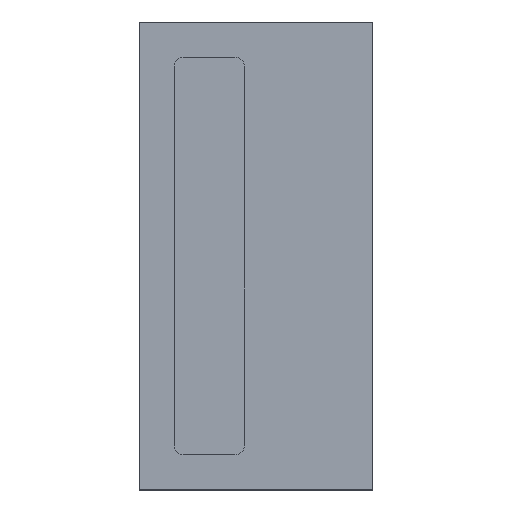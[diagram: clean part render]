
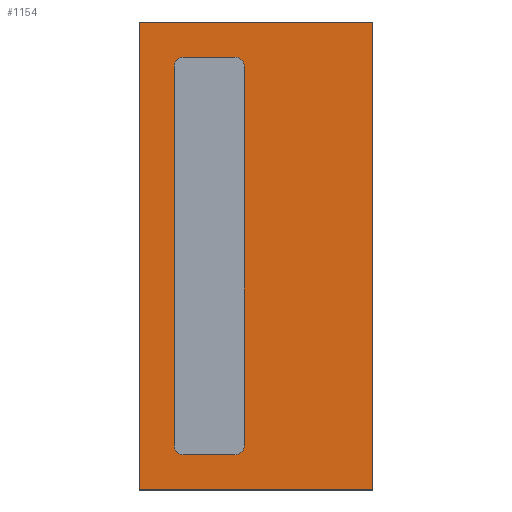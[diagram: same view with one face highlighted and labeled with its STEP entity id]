
A CAD part, top view. The second image highlights one B-rep face of the part: STEP entity #1154.
In plain terms, the highlighted planar face has unit normal (0, 0, 1).
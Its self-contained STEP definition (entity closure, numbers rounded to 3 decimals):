
#5 = DIRECTION ( 'NONE',  ( 0., 0., -1. ) ) ;
#31 = DIRECTION ( 'NONE',  ( -1., 0., 0. ) ) ;
#38 = DIRECTION ( 'NONE',  ( 1., 0., 0. ) ) ;
#40 = DIRECTION ( 'NONE',  ( 0., 0., -1. ) ) ;
#44 = VECTOR ( 'NONE', #1283, 1000. ) ;
#48 = CARTESIAN_POINT ( 'NONE',  ( 50., -100., 20. ) ) ;
#71 = EDGE_CURVE ( 'NONE', #170, #1078, #841, .T. ) ;
#84 = ORIENTED_EDGE ( 'NONE', *, *, #585, .T. ) ;
#95 = EDGE_CURVE ( 'NONE', #665, #1301, #331, .T. ) ;
#99 = ORIENTED_EDGE ( 'NONE', *, *, #206, .F. ) ;
#104 = VERTEX_POINT ( 'NONE', #1047 ) ;
#117 = VERTEX_POINT ( 'NONE', #140 ) ;
#122 = CIRCLE ( 'NONE', #453, 4. ) ;
#128 = VERTEX_POINT ( 'NONE', #430 ) ;
#129 = DIRECTION ( 'NONE',  ( 0., 0., -1. ) ) ;
#138 = DIRECTION ( 'NONE',  ( -1., 0., 0. ) ) ;
#140 = CARTESIAN_POINT ( 'NONE',  ( -50., -100., 20. ) ) ;
#160 = LINE ( 'NONE', #995, #1102 ) ;
#163 = CARTESIAN_POINT ( 'NONE',  ( -35., 85., 20. ) ) ;
#170 = VERTEX_POINT ( 'NONE', #875 ) ;
#176 = AXIS2_PLACEMENT_3D ( 'NONE', #229, #129, #223 ) ;
#201 = CIRCLE ( 'NONE', #1220, 4. ) ;
#204 = CARTESIAN_POINT ( 'NONE',  ( -31., -85., 20. ) ) ;
#206 = EDGE_CURVE ( 'NONE', #665, #104, #344, .T. ) ;
#223 = DIRECTION ( 'NONE',  ( -1., 0., 0. ) ) ;
#226 = CARTESIAN_POINT ( 'NONE',  ( -5., 81., 20. ) ) ;
#228 = ORIENTED_EDGE ( 'NONE', *, *, #309, .T. ) ;
#229 = CARTESIAN_POINT ( 'NONE',  ( -9., -81., 20. ) ) ;
#239 = DIRECTION ( 'NONE',  ( 0., 0., -1. ) ) ;
#240 = CARTESIAN_POINT ( 'NONE',  ( -50., -100., 20. ) ) ;
#259 = EDGE_CURVE ( 'NONE', #996, #170, #960, .T. ) ;
#265 = LINE ( 'NONE', #163, #833 ) ;
#291 = DIRECTION ( 'NONE',  ( -1., 0., 0. ) ) ;
#300 = EDGE_CURVE ( 'NONE', #128, #1008, #160, .T. ) ;
#302 = CARTESIAN_POINT ( 'NONE',  ( -5., 85., 20. ) ) ;
#309 = EDGE_CURVE ( 'NONE', #1281, #1008, #122, .T. ) ;
#323 = ORIENTED_EDGE ( 'NONE', *, *, #724, .F. ) ;
#331 = CIRCLE ( 'NONE', #757, 4. ) ;
#344 = LINE ( 'NONE', #956, #651 ) ;
#358 = DIRECTION ( 'NONE',  ( 0., 1., 0. ) ) ;
#367 = CARTESIAN_POINT ( 'NONE',  ( 50., -100., 20. ) ) ;
#393 = EDGE_CURVE ( 'NONE', #117, #996, #1296, .T. ) ;
#398 = ORIENTED_EDGE ( 'NONE', *, *, #393, .T. ) ;
#414 = DIRECTION ( 'NONE',  ( -1., 0., 0. ) ) ;
#417 = VECTOR ( 'NONE', #138, 1000. ) ;
#430 = CARTESIAN_POINT ( 'NONE',  ( -9., 85., 20. ) ) ;
#443 = DIRECTION ( 'NONE',  ( 0., -1., 0. ) ) ;
#453 = AXIS2_PLACEMENT_3D ( 'NONE', #799, #771, #291 ) ;
#470 = CARTESIAN_POINT ( 'NONE',  ( -31., 85., 20. ) ) ;
#473 = VECTOR ( 'NONE', #1115, 1000. ) ;
#474 = ORIENTED_EDGE ( 'NONE', *, *, #300, .F. ) ;
#490 = DIRECTION ( 'NONE',  ( 0., -1., 0. ) ) ;
#500 = DIRECTION ( 'NONE',  ( -1., 0., 0. ) ) ;
#514 = LINE ( 'NONE', #302, #473 ) ;
#553 = FACE_BOUND ( 'NONE', #1259, .T. ) ;
#566 = CARTESIAN_POINT ( 'NONE',  ( 0., 0., 20. ) ) ;
#585 = EDGE_CURVE ( 'NONE', #128, #589, #201, .T. ) ;
#589 = VERTEX_POINT ( 'NONE', #226 ) ;
#608 = ORIENTED_EDGE ( 'NONE', *, *, #95, .T. ) ;
#612 = CARTESIAN_POINT ( 'NONE',  ( -9., 81., 20. ) ) ;
#625 = ORIENTED_EDGE ( 'NONE', *, *, #259, .T. ) ;
#651 = VECTOR ( 'NONE', #38, 1000. ) ;
#657 = FACE_OUTER_BOUND ( 'NONE', #1292, .T. ) ;
#665 = VERTEX_POINT ( 'NONE', #204 ) ;
#684 = ORIENTED_EDGE ( 'NONE', *, *, #879, .T. ) ;
#693 = VECTOR ( 'NONE', #358, 1000. ) ;
#724 = EDGE_CURVE ( 'NONE', #936, #589, #514, .T. ) ;
#737 = CARTESIAN_POINT ( 'NONE',  ( -31., -81., 20. ) ) ;
#757 = AXIS2_PLACEMENT_3D ( 'NONE', #737, #239, #31 ) ;
#768 = ORIENTED_EDGE ( 'NONE', *, *, #821, .T. ) ;
#771 = DIRECTION ( 'NONE',  ( 0., 0., -1. ) ) ;
#799 = CARTESIAN_POINT ( 'NONE',  ( -31., 81., 20. ) ) ;
#821 = EDGE_CURVE ( 'NONE', #936, #104, #1316, .T. ) ;
#833 = VECTOR ( 'NONE', #490, 1000. ) ;
#841 = LINE ( 'NONE', #1045, #417 ) ;
#868 = CARTESIAN_POINT ( 'NONE',  ( -35., 81., 20. ) ) ;
#875 = CARTESIAN_POINT ( 'NONE',  ( 50., 100., 20. ) ) ;
#879 = EDGE_CURVE ( 'NONE', #1078, #117, #1160, .T. ) ;
#936 = VERTEX_POINT ( 'NONE', #1265 ) ;
#956 = CARTESIAN_POINT ( 'NONE',  ( -35., -85., 20. ) ) ;
#960 = LINE ( 'NONE', #48, #693 ) ;
#965 = PLANE ( 'NONE',  #1294 ) ;
#969 = EDGE_CURVE ( 'NONE', #1281, #1301, #265, .T. ) ;
#995 = CARTESIAN_POINT ( 'NONE',  ( -5., 85., 20. ) ) ;
#996 = VERTEX_POINT ( 'NONE', #367 ) ;
#1008 = VERTEX_POINT ( 'NONE', #470 ) ;
#1034 = ORIENTED_EDGE ( 'NONE', *, *, #71, .T. ) ;
#1045 = CARTESIAN_POINT ( 'NONE',  ( -50., 100., 20. ) ) ;
#1047 = CARTESIAN_POINT ( 'NONE',  ( -9., -85., 20. ) ) ;
#1063 = ORIENTED_EDGE ( 'NONE', *, *, #969, .F. ) ;
#1078 = VERTEX_POINT ( 'NONE', #1305 ) ;
#1081 = CARTESIAN_POINT ( 'NONE',  ( -50., -100., 20. ) ) ;
#1102 = VECTOR ( 'NONE', #500, 1000. ) ;
#1115 = DIRECTION ( 'NONE',  ( 0., 1., 0. ) ) ;
#1131 = CARTESIAN_POINT ( 'NONE',  ( -35., -81., 20. ) ) ;
#1154 = ADVANCED_FACE ( 'NONE', ( #553, #657 ), #965, .F. ) ;
#1157 = VECTOR ( 'NONE', #443, 1000. ) ;
#1160 = LINE ( 'NONE', #240, #1157 ) ;
#1163 = DIRECTION ( 'NONE',  ( -1., 0., 0. ) ) ;
#1220 = AXIS2_PLACEMENT_3D ( 'NONE', #612, #5, #414 ) ;
#1259 = EDGE_LOOP ( 'NONE', ( #99, #608, #1063, #228, #474, #84, #323, #768 ) ) ;
#1265 = CARTESIAN_POINT ( 'NONE',  ( -5., -81., 20. ) ) ;
#1281 = VERTEX_POINT ( 'NONE', #868 ) ;
#1283 = DIRECTION ( 'NONE',  ( 1., 0., 0. ) ) ;
#1292 = EDGE_LOOP ( 'NONE', ( #625, #1034, #684, #398 ) ) ;
#1294 = AXIS2_PLACEMENT_3D ( 'NONE', #566, #40, #1163 ) ;
#1296 = LINE ( 'NONE', #1081, #44 ) ;
#1301 = VERTEX_POINT ( 'NONE', #1131 ) ;
#1305 = CARTESIAN_POINT ( 'NONE',  ( -50., 100., 20. ) ) ;
#1316 = CIRCLE ( 'NONE', #176, 4. ) ;
